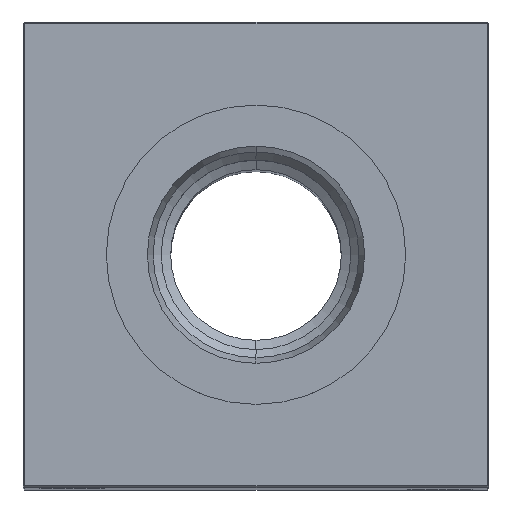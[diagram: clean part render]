
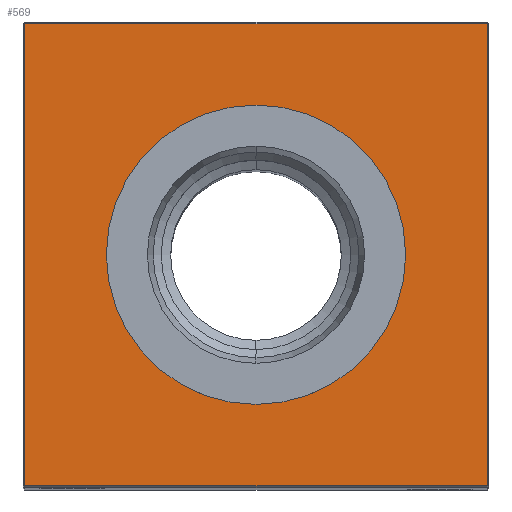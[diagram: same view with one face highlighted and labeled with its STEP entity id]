
A CAD part, top view. The second image highlights one B-rep face of the part: STEP entity #569.
In plain terms, the highlighted planar face has unit normal (0, 0, 1).
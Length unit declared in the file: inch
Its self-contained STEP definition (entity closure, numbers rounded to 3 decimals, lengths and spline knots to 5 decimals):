
#345 = DIRECTION ( 'NONE',  ( -1., 0., 0. ) ) ;
#372 = CARTESIAN_POINT ( 'NONE',  ( 0., -0.96457, 9.25 ) ) ;
#426 = EDGE_CURVE ( 'NONE', #6144, #17693, #21771, .T. ) ;
#569 = ADVANCED_FACE ( 'NONE', ( #10964, #21105 ), #12936, .F. ) ;
#1939 = VECTOR ( 'NONE', #19506, 39.37008 ) ;
#3634 = CARTESIAN_POINT ( 'NONE',  ( 0., -1.49, 9.25 ) ) ;
#3791 = VERTEX_POINT ( 'NONE', #17277 ) ;
#4185 = ORIENTED_EDGE ( 'NONE', *, *, #18714, .T. ) ;
#4343 = CARTESIAN_POINT ( 'NONE',  ( 1.49, 1.49, 9.25 ) ) ;
#4744 = DIRECTION ( 'NONE',  ( -1., 0., 0. ) ) ;
#6144 = VERTEX_POINT ( 'NONE', #372 ) ;
#6171 = ORIENTED_EDGE ( 'NONE', *, *, #22324, .T. ) ;
#6873 = VECTOR ( 'NONE', #16762, 39.37008 ) ;
#7787 = EDGE_CURVE ( 'NONE', #22135, #25360, #10827, .T. ) ;
#8848 = CIRCLE ( 'NONE', #12234, 0.96457 ) ;
#9667 = DIRECTION ( 'NONE',  ( -1., 0., 0. ) ) ;
#10443 = CARTESIAN_POINT ( 'NONE',  ( -1.49, -1.49, 9.25 ) ) ;
#10827 = LINE ( 'NONE', #22819, #6873 ) ;
#10850 = EDGE_LOOP ( 'NONE', ( #6171, #21434 ) ) ;
#10964 = FACE_OUTER_BOUND ( 'NONE', #18955, .T. ) ;
#11091 = CARTESIAN_POINT ( 'NONE',  ( 0., 1.49, 9.25 ) ) ;
#11908 = CARTESIAN_POINT ( 'NONE',  ( 0., 0., 9.25 ) ) ;
#11968 = EDGE_CURVE ( 'NONE', #25360, #3791, #24222, .T. ) ;
#12234 = AXIS2_PLACEMENT_3D ( 'NONE', #18936, #18414, #345 ) ;
#12936 = PLANE ( 'NONE',  #17984 ) ;
#13498 = DIRECTION ( 'NONE',  ( 0., 0., -1. ) ) ;
#14622 = CARTESIAN_POINT ( 'NONE',  ( -1.49, 1.49, 9.25 ) ) ;
#14696 = DIRECTION ( 'NONE',  ( 0., 1., 0. ) ) ;
#14828 = CARTESIAN_POINT ( 'NONE',  ( 1.49, 0., 9.25 ) ) ;
#15455 = EDGE_CURVE ( 'NONE', #3791, #17800, #24997, .T. ) ;
#15562 = LINE ( 'NONE', #11091, #1939 ) ;
#16240 = CARTESIAN_POINT ( 'NONE',  ( 0., 0.96457, 9.25 ) ) ;
#16460 = ORIENTED_EDGE ( 'NONE', *, *, #11968, .T. ) ;
#16731 = AXIS2_PLACEMENT_3D ( 'NONE', #11908, #13498, #9667 ) ;
#16762 = DIRECTION ( 'NONE',  ( 0., -1., 0. ) ) ;
#16786 = ORIENTED_EDGE ( 'NONE', *, *, #7787, .T. ) ;
#17277 = CARTESIAN_POINT ( 'NONE',  ( 1.49, -1.49, 9.25 ) ) ;
#17284 = DIRECTION ( 'NONE',  ( 0., 0., -1. ) ) ;
#17693 = VERTEX_POINT ( 'NONE', #16240 ) ;
#17800 = VERTEX_POINT ( 'NONE', #4343 ) ;
#17984 = AXIS2_PLACEMENT_3D ( 'NONE', #19127, #17284, #4744 ) ;
#18291 = VECTOR ( 'NONE', #14696, 39.37008 ) ;
#18414 = DIRECTION ( 'NONE',  ( 0., 0., -1. ) ) ;
#18714 = EDGE_CURVE ( 'NONE', #17800, #22135, #15562, .T. ) ;
#18936 = CARTESIAN_POINT ( 'NONE',  ( 0., 0., 9.25 ) ) ;
#18955 = EDGE_LOOP ( 'NONE', ( #16786, #16460, #22010, #4185 ) ) ;
#19127 = CARTESIAN_POINT ( 'NONE',  ( 0., 0., 9.25 ) ) ;
#19506 = DIRECTION ( 'NONE',  ( -1., 0., 0. ) ) ;
#21105 = FACE_BOUND ( 'NONE', #10850, .T. ) ;
#21434 = ORIENTED_EDGE ( 'NONE', *, *, #426, .T. ) ;
#21771 = CIRCLE ( 'NONE', #16731, 0.96457 ) ;
#21836 = DIRECTION ( 'NONE',  ( 1., 0., 0. ) ) ;
#21899 = VECTOR ( 'NONE', #21836, 39.37008 ) ;
#22010 = ORIENTED_EDGE ( 'NONE', *, *, #15455, .T. ) ;
#22135 = VERTEX_POINT ( 'NONE', #14622 ) ;
#22324 = EDGE_CURVE ( 'NONE', #17693, #6144, #8848, .T. ) ;
#22819 = CARTESIAN_POINT ( 'NONE',  ( -1.49, 0., 9.25 ) ) ;
#24222 = LINE ( 'NONE', #3634, #21899 ) ;
#24997 = LINE ( 'NONE', #14828, #18291 ) ;
#25360 = VERTEX_POINT ( 'NONE', #10443 ) ;
